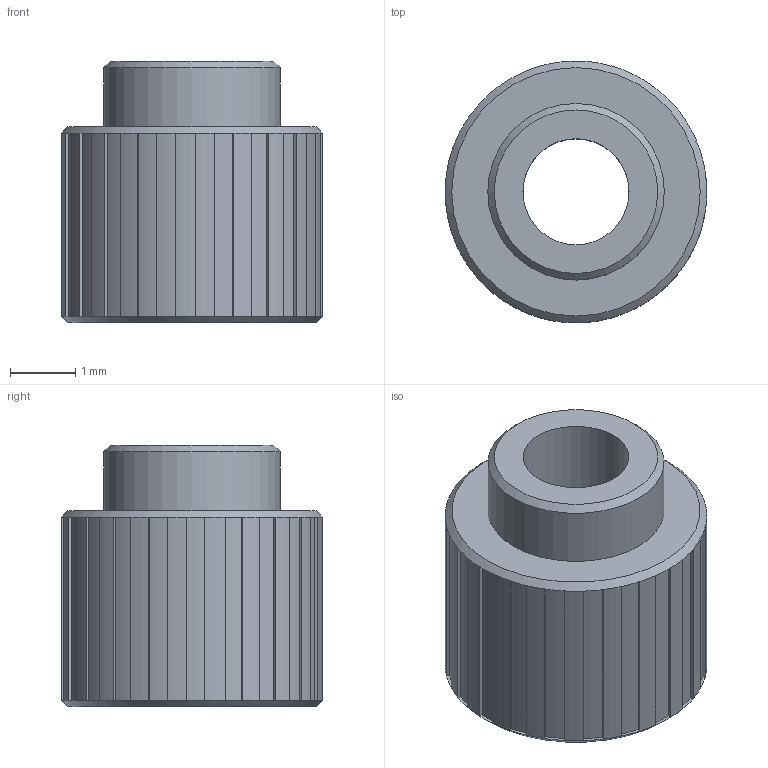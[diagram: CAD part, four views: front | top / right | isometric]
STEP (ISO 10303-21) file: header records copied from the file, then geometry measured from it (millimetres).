
FILE_DESCRIPTION(/* description */ (''),/* implementation_level */ '2;1');
FILE_NAME(/* name */ '2023-12-18 M2 Screw Mount v6.step',/* time_stamp */ '2023-12-18T23:17:40+02:00',/* author */ (''),/* organization */ (''),/* preprocessor_version */ 'ST-DEVELOPER v20',/* originating_system */ 'Autodesk Translation Framework v12.14.0.127',/* authorisation */ '');
FILE_SCHEMA (('AUTOMOTIVE_DESIGN { 1 0 10303 214 3 1 1 }'));
Length unit declared in the file: millimetre
Products named in the file (1): 2023-12-18 M2 Screw Mount
Bounding box: 4 x 4 x 4 mm (x, y, z)
Volume: 34 mm3; surface area: 91.1 mm2
Topology: 1 solids, 1 shells, 135 faces, 310 edges, 178 vertices
Faces by surface type: plane 87, cylinder 44, cone 4
Full cylindrical faces by diameter (mm): 1.623 x1, 2.7 x1
Entity records: 3789 total; most frequent: DIRECTION 718, CARTESIAN_POINT 624, ORIENTED_EDGE 620, EDGE_CURVE 310, AXIS2_PLACEMENT_3D 272, VERTEX_POINT 178, LINE 174, VECTOR 174
